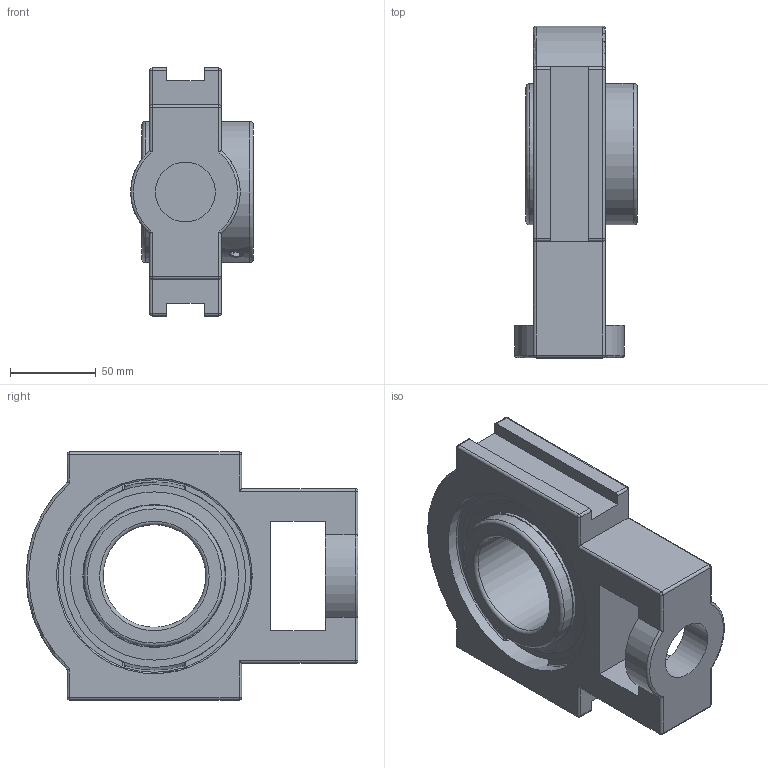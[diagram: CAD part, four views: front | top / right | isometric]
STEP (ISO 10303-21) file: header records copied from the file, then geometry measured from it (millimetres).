
FILE_DESCRIPTION(/* description */ ('Alibre Inc.'),/* implementation_level */ '2;1');
FILE_NAME(/* name */ 'export-D5E007BB-3BFC-41B1-9229-147C500F2BB3',/* time_stamp */ '2020-05-18T10:04:40-07:00',/* author */ (''),/* organization */ (''),/* preprocessor_version */ 'ST-DEVELOPER v17',/* originating_system */ 'Alibre',/* authorisation */ '');
FILE_SCHEMA (('CONFIG_CONTROL_DESIGN'));
Length unit declared in the file: inch
Bounding box: 71.7 x 194 x 145 mm (x, y, z)
Volume: 673687.9 mm3; surface area: 155640.5 mm2
Topology: 17 solids, 17 shells, 177 faces, 430 edges, 251 vertices
Faces by surface type: cylinder 64, plane 59, sphere 29, torus 15, cone 6, bspline 4
Full cylindrical faces by diameter (mm): 8.382 x4, 35 x1, 60 x1, 82.55 x4, 83.566 x2, 94.498 x2, 98.425 x2, 114.37 x2, 120.1 x1
Entity records: 5582 total; most frequent: CARTESIAN_POINT 1473, DIRECTION 689, ORIENTED_EDGE 622, EDGE_CURVE 311, AXIS2_PLACEMENT_3D 304, FACE_BOUND 218, VERTEX_POINT 211, EDGE_LOOP 208
